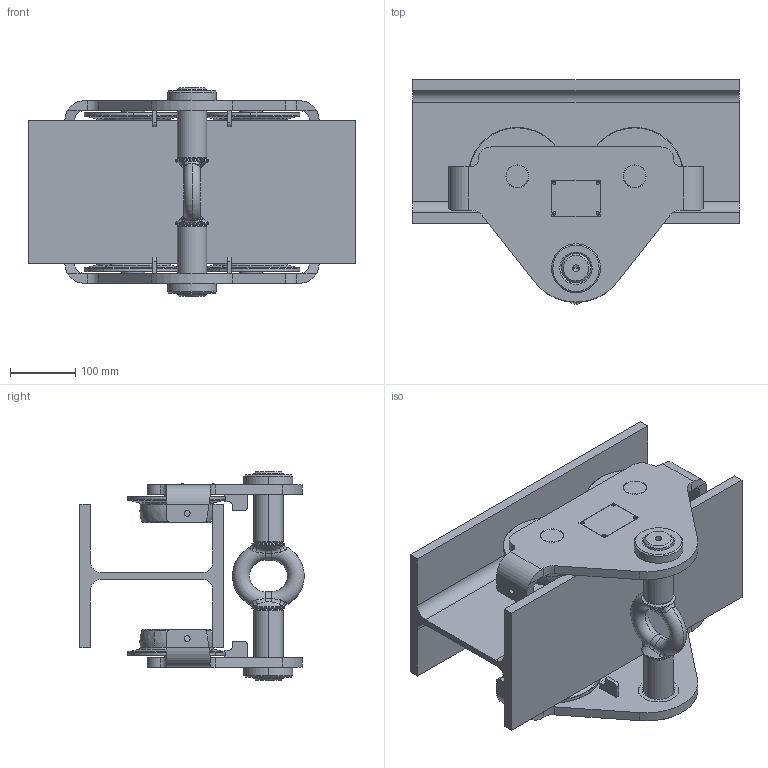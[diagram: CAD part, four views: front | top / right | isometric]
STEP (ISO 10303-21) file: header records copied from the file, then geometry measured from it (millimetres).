
FILE_DESCRIPTION (( 'STEP AP214' ), '1' );
FILE_NAME ('HTP-A 3,0t.STEP', '2018-02-07T12:59:44', ( '' ), ( '' ), 'SwSTEP 2.0', 'SolidWorks 2015', '' );
FILE_SCHEMA (( 'AUTOMOTIVE_DESIGN' ));
Length unit declared in the file: millimetre
Products named in the file (1): HTP-A 3,0t
Bounding box: 500 x 343.89 x 320 mm (x, y, z)
Volume: 8792139 mm3; surface area: 1355506 mm2
Topology: 39 solids, 39 shells, 890 faces, 2088 edges, 1302 vertices
Faces by surface type: cylinder 352, plane 246, cone 120, torus 120, bspline 36, sphere 16
Entity records: 38490 total; most frequent: CARTESIAN_POINT 7273, DIRECTION 4802, ORIENTED_EDGE 4096, EDGE_CURVE 2048, AXIS2_PLACEMENT_3D 1995, VERTEX_POINT 1290, CIRCLE 1140, EDGE_LOOP 1034
